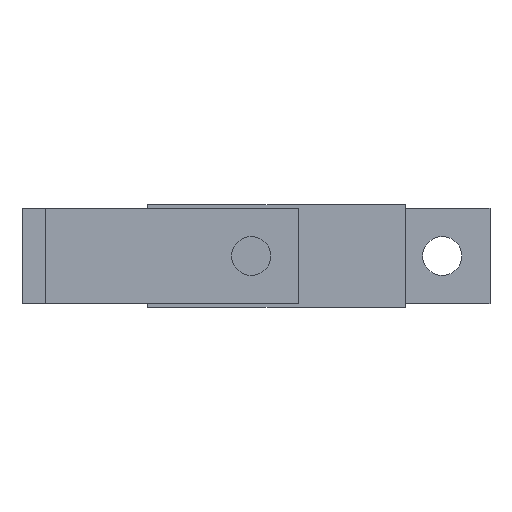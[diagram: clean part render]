
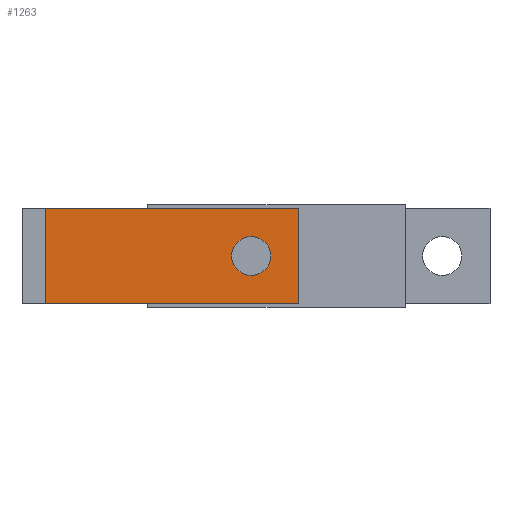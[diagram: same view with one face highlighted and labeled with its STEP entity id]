
A CAD part, left-side view. The second image highlights one B-rep face of the part: STEP entity #1263.
In plain terms, the highlighted planar face has unit normal (-1, 0, 0).
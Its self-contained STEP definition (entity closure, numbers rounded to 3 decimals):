
#1232=AXIS2_PLACEMENT_3D('Plane Axis2P3D',#1229,#1230,#1231) ;
#1247=AXIS2_PLACEMENT_3D('Circle Axis2P3D',#1245,#1246,$) ;
#1256=AXIS2_PLACEMENT_3D('Circle Axis2P3D',#1254,#1255,$) ;
#1134=CARTESIAN_POINT('Vertex',(-27.5,-42.9,-80.)) ;
#1150=CARTESIAN_POINT('Vertex',(-27.5,-42.9,-60.)) ;
#1153=CARTESIAN_POINT('Line Origine',(-27.5,-42.9,-70.)) ;
#1179=CARTESIAN_POINT('Vertex',(-27.5,10.1,-60.)) ;
#1182=CARTESIAN_POINT('Line Origine',(-27.5,-16.4,-60.)) ;
#1197=CARTESIAN_POINT('Line Origine',(-27.5,-16.4,-80.)) ;
#1201=CARTESIAN_POINT('Vertex',(-27.5,10.1,-80.)) ;
#1229=CARTESIAN_POINT('Axis2P3D Location',(-27.5,10.1,0.)) ;
#1234=CARTESIAN_POINT('Line Origine',(-27.5,10.1,-70.)) ;
#1245=CARTESIAN_POINT('Axis2P3D Location',(-27.5,-32.9,-70.)) ;
#1249=CARTESIAN_POINT('Vertex',(-27.5,-32.9,-74.1)) ;
#1251=CARTESIAN_POINT('Vertex',(-27.5,-32.9,-65.9)) ;
#1254=CARTESIAN_POINT('Axis2P3D Location',(-27.5,-32.9,-70.)) ;
#1154=DIRECTION('Vector Direction',(0.,0.,-1.)) ;
#1183=DIRECTION('Vector Direction',(0.,-1.,0.)) ;
#1198=DIRECTION('Vector Direction',(0.,-1.,0.)) ;
#1230=DIRECTION('Axis2P3D Direction',(1.,0.,0.)) ;
#1231=DIRECTION('Axis2P3D XDirection',(0.,-1.,0.)) ;
#1235=DIRECTION('Vector Direction',(0.,0.,-1.)) ;
#1246=DIRECTION('Axis2P3D Direction',(1.,0.,0.)) ;
#1255=DIRECTION('Axis2P3D Direction',(1.,0.,0.)) ;
#1155=VECTOR('Line Direction',#1154,1.) ;
#1184=VECTOR('Line Direction',#1183,1.) ;
#1199=VECTOR('Line Direction',#1198,1.) ;
#1236=VECTOR('Line Direction',#1235,1.) ;
#1240=ORIENTED_EDGE('',*,*,#1203,.T.) ;
#1241=ORIENTED_EDGE('',*,*,#1157,.F.) ;
#1242=ORIENTED_EDGE('',*,*,#1186,.F.) ;
#1243=ORIENTED_EDGE('',*,*,#1238,.T.) ;
#1260=ORIENTED_EDGE('',*,*,#1253,.T.) ;
#1261=ORIENTED_EDGE('',*,*,#1258,.T.) ;
#1262=FACE_BOUND('',#1259,.T.) ;
#1263=ADVANCED_FACE('Terminali posteriori verticali inferiori',(#1244,#1262),#1233,.F.) ;
#1248=CIRCLE('generated circle',#1247,4.1) ;
#1257=CIRCLE('generated circle',#1256,4.1) ;
#1157=EDGE_CURVE('',#1151,#1135,#1156,.T.) ;
#1186=EDGE_CURVE('',#1180,#1151,#1185,.T.) ;
#1203=EDGE_CURVE('',#1202,#1135,#1200,.T.) ;
#1238=EDGE_CURVE('',#1180,#1202,#1237,.T.) ;
#1253=EDGE_CURVE('',#1250,#1252,#1248,.T.) ;
#1258=EDGE_CURVE('',#1252,#1250,#1257,.T.) ;
#1239=EDGE_LOOP('',(#1240,#1241,#1242,#1243)) ;
#1259=EDGE_LOOP('',(#1260,#1261)) ;
#1244=FACE_OUTER_BOUND('',#1239,.T.) ;
#1156=LINE('Line',#1153,#1155) ;
#1185=LINE('Line',#1182,#1184) ;
#1200=LINE('Line',#1197,#1199) ;
#1237=LINE('Line',#1234,#1236) ;
#1233=PLANE('',#1232) ;
#1135=VERTEX_POINT('',#1134) ;
#1151=VERTEX_POINT('',#1150) ;
#1180=VERTEX_POINT('',#1179) ;
#1202=VERTEX_POINT('',#1201) ;
#1250=VERTEX_POINT('',#1249) ;
#1252=VERTEX_POINT('',#1251) ;
